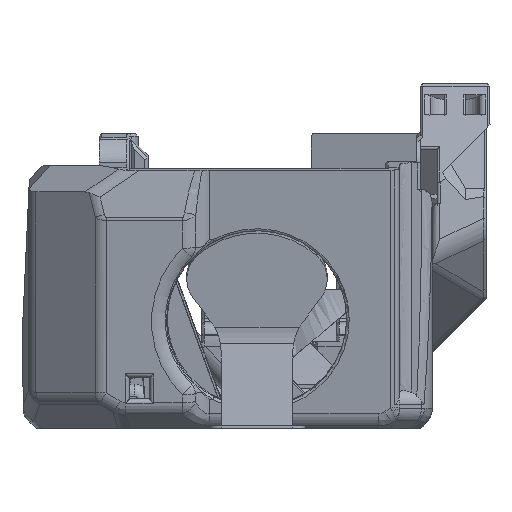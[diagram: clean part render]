
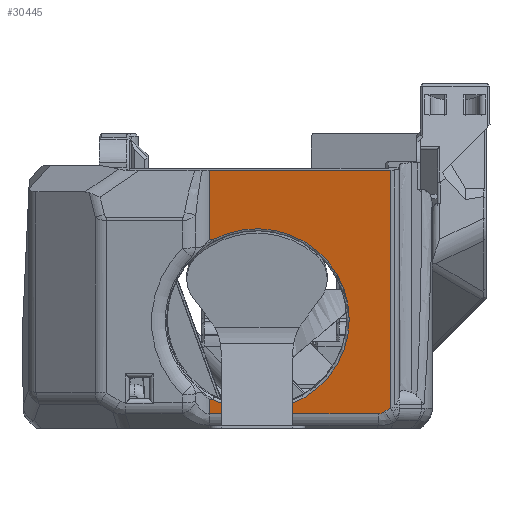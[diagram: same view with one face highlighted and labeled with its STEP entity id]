
A CAD part, left-side view. The second image highlights one B-rep face of the part: STEP entity #30445.
In plain terms, the highlighted planar face has unit normal (-0.985, 0, -0.174).
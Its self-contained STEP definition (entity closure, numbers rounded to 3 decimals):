
#989=CIRCLE('',#31962,14.4);
#1774=ELLIPSE('',#32747,3.203,2.);
#3105=LINE('',#53234,#5676);
#3113=LINE('',#53272,#5684);
#3229=LINE('',#53850,#5800);
#3230=LINE('',#53852,#5801);
#3231=LINE('',#53856,#5802);
#3232=LINE('',#53858,#5803);
#5676=VECTOR('',#37534,1000.);
#5684=VECTOR('',#37560,1000.);
#5800=VECTOR('',#37896,1000.);
#5801=VECTOR('',#37897,1000.);
#5802=VECTOR('',#37900,1000.);
#5803=VECTOR('',#37901,1000.);
#7538=PLANE('',#32746);
#12261=ORIENTED_EDGE('',*,*,#19625,.T.);
#12262=ORIENTED_EDGE('',*,*,#18242,.T.);
#12263=ORIENTED_EDGE('',*,*,#19820,.T.);
#12264=ORIENTED_EDGE('',*,*,#19821,.T.);
#12265=ORIENTED_EDGE('',*,*,#19822,.T.);
#12266=ORIENTED_EDGE('',*,*,#19823,.F.);
#12267=ORIENTED_EDGE('',*,*,#19824,.F.);
#12268=ORIENTED_EDGE('',*,*,#19825,.F.);
#12269=ORIENTED_EDGE('',*,*,#19608,.F.);
#12270=ORIENTED_EDGE('',*,*,#19623,.T.);
#18242=EDGE_CURVE('',#22602,#22603,#989,.T.);
#19608=EDGE_CURVE('',#23536,#23537,#3105,.T.);
#19623=EDGE_CURVE('',#23536,#23546,#3113,.F.);
#19625=EDGE_CURVE('',#23546,#22602,#25491,.F.);
#19820=EDGE_CURVE('',#22603,#23672,#25513,.T.);
#19821=EDGE_CURVE('',#23672,#23673,#3229,.F.);
#19822=EDGE_CURVE('',#23673,#23674,#3230,.T.);
#19823=EDGE_CURVE('',#23675,#23674,#1774,.F.);
#19824=EDGE_CURVE('',#23676,#23675,#3231,.T.);
#19825=EDGE_CURVE('',#23537,#23676,#3232,.F.);
#22602=VERTEX_POINT('',#46484);
#22603=VERTEX_POINT('',#46485);
#23536=VERTEX_POINT('',#53233);
#23537=VERTEX_POINT('',#53235);
#23546=VERTEX_POINT('',#53271);
#23672=VERTEX_POINT('',#53849);
#23673=VERTEX_POINT('',#53851);
#23674=VERTEX_POINT('',#53853);
#23675=VERTEX_POINT('',#53855);
#23676=VERTEX_POINT('',#53857);
#25491=B_SPLINE_CURVE_WITH_KNOTS('',3,(#53299,#53300,#53301,#53302),
 .UNSPECIFIED.,.F.,.F.,(4,4),(0.001,0.001),
 .UNSPECIFIED.);
#25513=B_SPLINE_CURVE_WITH_KNOTS('',3,(#53845,#53846,#53847,#53848),
 .UNSPECIFIED.,.F.,.F.,(4,4),(0.001,0.001),
 .UNSPECIFIED.);
#26673=EDGE_LOOP('',(#12261,#12262,#12263,#12264,#12265,#12266,#12267,#12268,
#12269,#12270));
#28565=FACE_BOUND('',#26673,.T.);
#30445=ADVANCED_FACE('',(#28565),#7538,.F.);
#31962=AXIS2_PLACEMENT_3D('',#46483,#35531,#35532);
#32746=AXIS2_PLACEMENT_3D('',#53844,#37894,#37895);
#32747=AXIS2_PLACEMENT_3D('',#53854,#37898,#37899);
#35531=DIRECTION('',(0.985,0.,0.174));
#35532=DIRECTION('',(0.174,0.,-0.985));
#37534=DIRECTION('',(0.,-1.,0.));
#37560=DIRECTION('',(-0.174,0.,0.985));
#37894=DIRECTION('',(0.985,0.,0.174));
#37895=DIRECTION('',(-0.174,0.,0.985));
#37896=DIRECTION('',(-0.174,0.,0.985));
#37897=DIRECTION('',(0.,-1.,0.));
#37898=DIRECTION('',(-0.985,0.,-0.174));
#37899=DIRECTION('',(-0.165,-0.304,0.938));
#37900=DIRECTION('',(0.097,0.829,-0.551));
#37901=DIRECTION('',(-0.174,0.,0.985));
#46483=CARTESIAN_POINT('',(-30.458,4.853,16.973));
#46484=CARTESIAN_POINT('',(-32.651,11.767,29.413));
#46485=CARTESIAN_POINT('',(-28.264,11.767,4.533));
#53233=CARTESIAN_POINT('',(-34.572,12.27,40.304));
#53234=CARTESIAN_POINT('',(-34.572,24.853,40.304));
#53235=CARTESIAN_POINT('',(-34.572,-16.002,40.304));
#53271=CARTESIAN_POINT('',(-32.66,12.27,29.463));
#53272=CARTESIAN_POINT('',(-31.185,12.27,21.099));
#53299=CARTESIAN_POINT('',(-32.651,11.767,29.413));
#53300=CARTESIAN_POINT('',(-32.654,11.935,29.425));
#53301=CARTESIAN_POINT('',(-32.657,12.103,29.442));
#53302=CARTESIAN_POINT('',(-32.66,12.27,29.463));
#53844=CARTESIAN_POINT('',(-31.185,24.853,21.099));
#53845=CARTESIAN_POINT('',(-28.264,11.767,4.533));
#53846=CARTESIAN_POINT('',(-28.262,11.935,4.52));
#53847=CARTESIAN_POINT('',(-28.259,12.103,4.503));
#53848=CARTESIAN_POINT('',(-28.255,12.27,4.482));
#53849=CARTESIAN_POINT('',(-28.255,12.27,4.482));
#53850=CARTESIAN_POINT('',(-31.185,12.27,21.099));
#53851=CARTESIAN_POINT('',(-27.864,12.27,2.262));
#53852=CARTESIAN_POINT('',(-27.864,-14.655,2.262));
#53853=CARTESIAN_POINT('',(-27.864,-14.07,2.262));
#53854=CARTESIAN_POINT('',(-28.404,-14.652,5.326));
#53855=CARTESIAN_POINT('',(-27.923,-15.07,2.597));
#53856=CARTESIAN_POINT('',(-27.821,-14.199,2.018));
#53857=CARTESIAN_POINT('',(-28.032,-16.002,3.216));
#53858=CARTESIAN_POINT('',(-7.663,-16.002,-112.301));
